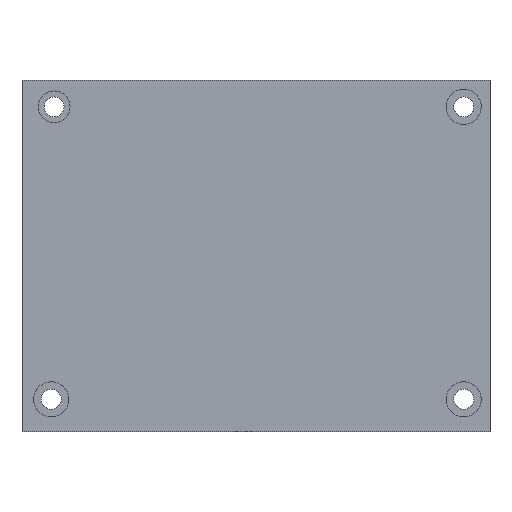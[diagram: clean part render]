
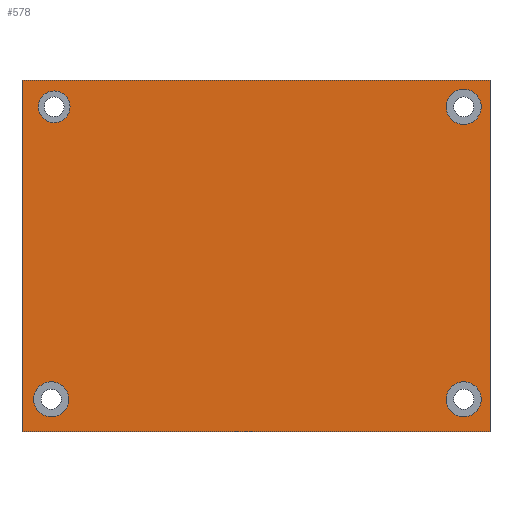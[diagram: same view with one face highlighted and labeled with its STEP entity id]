
A CAD part, left-side view. The second image highlights one B-rep face of the part: STEP entity #578.
In plain terms, the highlighted planar face has unit normal (-1, 0, 0).
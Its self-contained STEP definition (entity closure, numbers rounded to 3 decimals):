
#39=FACE_BOUND('',#145,.T.);
#40=FACE_BOUND('',#146,.T.);
#41=FACE_BOUND('',#147,.T.);
#42=FACE_BOUND('',#148,.T.);
#64=PLANE('',#655);
#98=FACE_OUTER_BOUND('',#144,.T.);
#144=EDGE_LOOP('',(#525,#526,#527,#528));
#145=EDGE_LOOP('',(#529));
#146=EDGE_LOOP('',(#530));
#147=EDGE_LOOP('',(#531));
#148=EDGE_LOOP('',(#532));
#190=LINE('',#970,#238);
#192=LINE('',#974,#240);
#194=LINE('',#978,#242);
#196=LINE('',#981,#244);
#238=VECTOR('',#810,10.);
#240=VECTOR('',#814,10.);
#242=VECTOR('',#818,10.);
#244=VECTOR('',#822,10.);
#265=CIRCLE('',#643,2.715);
#266=CIRCLE('',#645,3.);
#267=CIRCLE('',#647,3.);
#268=CIRCLE('',#650,3.);
#309=VERTEX_POINT('',#950);
#310=VERTEX_POINT('',#954);
#311=VERTEX_POINT('',#958);
#312=VERTEX_POINT('',#963);
#313=VERTEX_POINT('',#967);
#314=VERTEX_POINT('',#969);
#315=VERTEX_POINT('',#973);
#316=VERTEX_POINT('',#977);
#374=EDGE_CURVE('',#309,#309,#265,.T.);
#376=EDGE_CURVE('',#310,#310,#266,.T.);
#378=EDGE_CURVE('',#311,#311,#267,.T.);
#380=EDGE_CURVE('',#312,#312,#268,.T.);
#382=EDGE_CURVE('',#314,#313,#190,.T.);
#384=EDGE_CURVE('',#313,#315,#192,.T.);
#386=EDGE_CURVE('',#315,#316,#194,.T.);
#388=EDGE_CURVE('',#316,#314,#196,.T.);
#525=ORIENTED_EDGE('',*,*,#388,.T.);
#526=ORIENTED_EDGE('',*,*,#382,.T.);
#527=ORIENTED_EDGE('',*,*,#384,.T.);
#528=ORIENTED_EDGE('',*,*,#386,.T.);
#529=ORIENTED_EDGE('',*,*,#380,.F.);
#530=ORIENTED_EDGE('',*,*,#378,.F.);
#531=ORIENTED_EDGE('',*,*,#376,.F.);
#532=ORIENTED_EDGE('',*,*,#374,.F.);
#578=ADVANCED_FACE('',(#98,#39,#40,#41,#42),#64,.F.);
#643=AXIS2_PLACEMENT_3D('',#952,#788,#789);
#645=AXIS2_PLACEMENT_3D('',#956,#793,#794);
#647=AXIS2_PLACEMENT_3D('',#960,#798,#799);
#650=AXIS2_PLACEMENT_3D('',#965,#805,#806);
#655=AXIS2_PLACEMENT_3D('',#982,#823,#824);
#788=DIRECTION('center_axis',(-1.,0.,0.));
#789=DIRECTION('ref_axis',(0.,1.,0.));
#793=DIRECTION('center_axis',(-1.,0.,0.));
#794=DIRECTION('ref_axis',(0.,1.,0.));
#798=DIRECTION('center_axis',(-1.,0.,0.));
#799=DIRECTION('ref_axis',(0.,1.,0.));
#805=DIRECTION('center_axis',(-1.,0.,0.));
#806=DIRECTION('ref_axis',(0.,1.,0.));
#810=DIRECTION('',(0.,0.,1.));
#814=DIRECTION('',(0.,1.,0.));
#818=DIRECTION('',(0.,0.,-1.));
#822=DIRECTION('',(0.,-1.,0.));
#823=DIRECTION('center_axis',(1.,0.,0.));
#824=DIRECTION('ref_axis',(0.,1.,0.));
#950=CARTESIAN_POINT('',(0.,62.285,5.));
#952=CARTESIAN_POINT('Origin',(0.,65.,5.));
#954=CARTESIAN_POINT('',(0.,-8.,-45.));
#956=CARTESIAN_POINT('Origin',(0.,-5.,-45.));
#958=CARTESIAN_POINT('',(0.,-8.,5.));
#960=CARTESIAN_POINT('Origin',(0.,-5.,5.));
#963=CARTESIAN_POINT('',(0.,62.5,-45.));
#965=CARTESIAN_POINT('Origin',(0.,65.5,-45.));
#967=CARTESIAN_POINT('',(0.,-9.5,9.5));
#969=CARTESIAN_POINT('',(0.,-9.5,-50.5));
#970=CARTESIAN_POINT('',(0.,-9.5,-50.5));
#973=CARTESIAN_POINT('',(0.,70.5,9.5));
#974=CARTESIAN_POINT('',(0.,-9.5,9.5));
#977=CARTESIAN_POINT('',(0.,70.5,-50.5));
#978=CARTESIAN_POINT('',(0.,70.5,9.5));
#981=CARTESIAN_POINT('',(0.,70.5,-50.5));
#982=CARTESIAN_POINT('Origin',(0.,30.5,-20.5));
